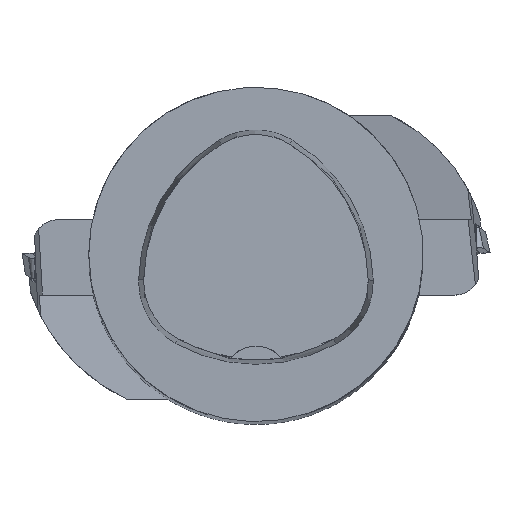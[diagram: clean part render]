
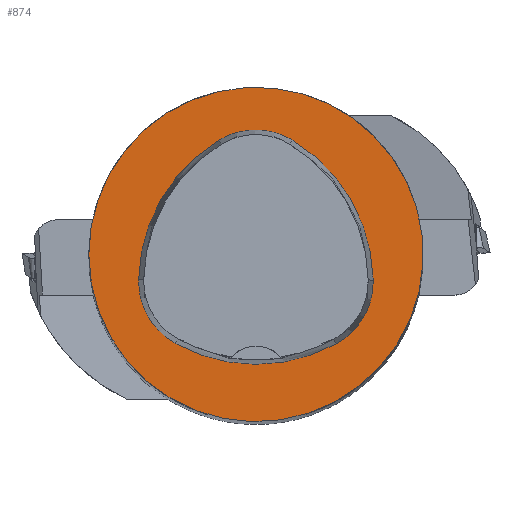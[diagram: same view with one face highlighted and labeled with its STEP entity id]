
A CAD part, top view. The second image highlights one B-rep face of the part: STEP entity #874.
In plain terms, the highlighted planar face has unit normal (0, 0, 1).
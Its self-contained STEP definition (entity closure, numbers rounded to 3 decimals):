
#382=CIRCLE('',#4643,20.);
#384=CIRCLE('',#4646,8.5);
#386=CIRCLE('',#4649,20.);
#388=CIRCLE('',#4652,8.5);
#392=CIRCLE('',#4657,20.);
#394=CIRCLE('',#4660,8.5);
#397=CIRCLE('',#4665,20.);
#874=ADVANCED_FACE('',(#1168,#1169),#1049,.T.);
#1049=PLANE('',#4666);
#1168=FACE_BOUND('',#1392,.T.);
#1169=FACE_BOUND('',#1393,.T.);
#1392=EDGE_LOOP('',(#2305,#2306,#2307,#2308,#2309,#2310));
#1393=EDGE_LOOP('',(#2311));
#2305=ORIENTED_EDGE('',*,*,#3398,.T.);
#2306=ORIENTED_EDGE('',*,*,#3378,.T.);
#2307=ORIENTED_EDGE('',*,*,#3382,.T.);
#2308=ORIENTED_EDGE('',*,*,#3385,.T.);
#2309=ORIENTED_EDGE('',*,*,#3388,.T.);
#2310=ORIENTED_EDGE('',*,*,#3396,.T.);
#2311=ORIENTED_EDGE('',*,*,#3401,.F.);
#2872=VERTEX_POINT('',#7138);
#2873=VERTEX_POINT('',#7139);
#2876=VERTEX_POINT('',#7147);
#2878=VERTEX_POINT('',#7153);
#2880=VERTEX_POINT('',#7159);
#2887=VERTEX_POINT('',#7180);
#2888=VERTEX_POINT('',#7190);
#3378=EDGE_CURVE('',#2872,#2873,#382,.T.);
#3382=EDGE_CURVE('',#2873,#2876,#384,.T.);
#3385=EDGE_CURVE('',#2876,#2878,#386,.T.);
#3388=EDGE_CURVE('',#2878,#2880,#388,.T.);
#3396=EDGE_CURVE('',#2880,#2887,#392,.T.);
#3398=EDGE_CURVE('',#2887,#2872,#394,.T.);
#3401=EDGE_CURVE('',#2888,#2888,#397,.T.);
#4643=AXIS2_PLACEMENT_3D('',#7137,#5539,#5540);
#4646=AXIS2_PLACEMENT_3D('',#7146,#5547,#5548);
#4649=AXIS2_PLACEMENT_3D('',#7152,#5554,#5555);
#4652=AXIS2_PLACEMENT_3D('',#7158,#5561,#5562);
#4657=AXIS2_PLACEMENT_3D('',#7181,#5573,#5574);
#4660=AXIS2_PLACEMENT_3D('',#7184,#5579,#5580);
#4665=AXIS2_PLACEMENT_3D('',#7189,#5589,#5590);
#4666=AXIS2_PLACEMENT_3D('',#7191,#5591,#5592);
#5539=DIRECTION('',(0.,0.,-1.));
#5540=DIRECTION('',(-1.,0.,0.));
#5547=DIRECTION('',(0.,0.,-1.));
#5548=DIRECTION('',(-1.,0.,0.));
#5554=DIRECTION('',(0.,0.,-1.));
#5555=DIRECTION('',(-1.,0.,0.));
#5561=DIRECTION('',(0.,0.,-1.));
#5562=DIRECTION('',(-1.,0.,0.));
#5573=DIRECTION('',(0.,0.,-1.));
#5574=DIRECTION('',(-1.,0.,0.));
#5579=DIRECTION('',(0.,0.,-1.));
#5580=DIRECTION('',(-1.,0.,0.));
#5589=DIRECTION('',(0.,0.,-1.));
#5590=DIRECTION('',(-1.,0.,0.));
#5591=DIRECTION('',(0.,0.,1.));
#5592=DIRECTION('',(-1.,0.,0.));
#7137=CARTESIAN_POINT('',(5.955,-3.414,0.));
#7138=CARTESIAN_POINT('',(-14.041,-3.042,0.));
#7139=CARTESIAN_POINT('',(-4.472,13.653,0.));
#7146=CARTESIAN_POINT('',(-0.04,6.4,0.));
#7147=CARTESIAN_POINT('',(4.347,13.68,0.));
#7152=CARTESIAN_POINT('',(-5.976,-3.45,0.));
#7153=CARTESIAN_POINT('',(14.021,-3.075,0.));
#7158=CARTESIAN_POINT('',(5.522,-3.235,0.));
#7159=CARTESIAN_POINT('',(9.588,-10.699,0.));
#7180=CARTESIAN_POINT('',(-9.655,-10.639,0.));
#7181=CARTESIAN_POINT('',(0.022,6.864,0.));
#7184=CARTESIAN_POINT('',(-5.543,-3.2,0.));
#7189=CARTESIAN_POINT('',(0.,0.,0.));
#7190=CARTESIAN_POINT('',(-20.,0.,0.));
#7191=CARTESIAN_POINT('',(0.,0.,0.));
